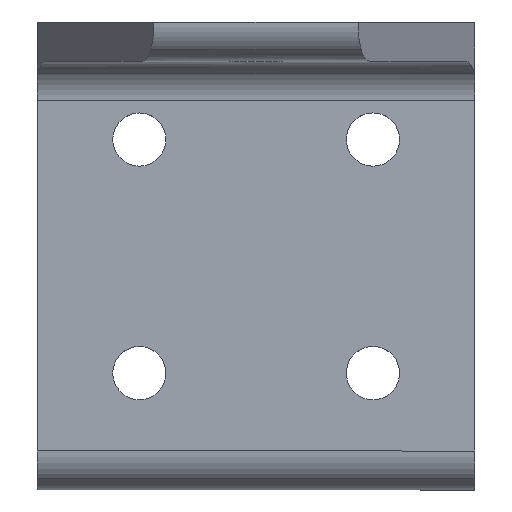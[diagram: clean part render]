
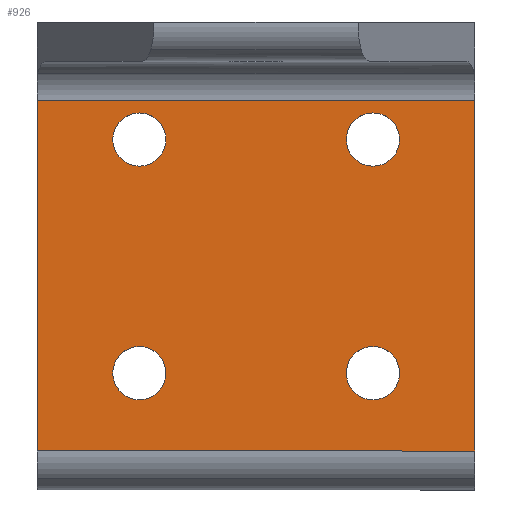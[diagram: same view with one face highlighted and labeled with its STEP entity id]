
A CAD part, top view. The second image highlights one B-rep face of the part: STEP entity #926.
In plain terms, the highlighted planar face has unit normal (0, 0, 1).
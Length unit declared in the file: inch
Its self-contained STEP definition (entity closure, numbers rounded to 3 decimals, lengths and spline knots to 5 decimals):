
#145=CARTESIAN_POINT('',(1.405,-2.75,0.25));
#146=VERTEX_POINT('',#145);
#154=CARTESIAN_POINT('',(-1.405,-2.75,0.25));
#155=VERTEX_POINT('',#154);
#156=CARTESIAN_POINT('',(1.405,-2.75,0.25));
#157=DIRECTION('',(-1.0,0.0,0.0));
#158=VECTOR('',#157,2.81);
#159=LINE('',#156,#158);
#160=EDGE_CURVE('',#146,#155,#159,.T.);
#345=CARTESIAN_POINT('',(-0.578,-0.75,0.25));
#346=VERTEX_POINT('',#345);
#355=CARTESIAN_POINT('',(-0.92,-0.75,0.25));
#356=VERTEX_POINT('',#355);
#357=CARTESIAN_POINT('',(-0.749,-0.75,0.25));
#358=DIRECTION('',(0.0,0.0,-1.0));
#359=DIRECTION('',(1.0,0.0,0.0));
#360=AXIS2_PLACEMENT_3D('',#357,#358,#359);
#361=CIRCLE('',#360,0.171);
#362=EDGE_CURVE('',#356,#346,#361,.T.);
#387=CARTESIAN_POINT('',(0.922,-0.75,0.25));
#388=VERTEX_POINT('',#387);
#397=CARTESIAN_POINT('',(0.58,-0.75,0.25));
#398=VERTEX_POINT('',#397);
#399=CARTESIAN_POINT('',(0.751,-0.75,0.25));
#400=DIRECTION('',(0.0,0.0,-1.0));
#401=DIRECTION('',(1.0,0.0,0.0));
#402=AXIS2_PLACEMENT_3D('',#399,#400,#401);
#403=CIRCLE('',#402,0.171);
#404=EDGE_CURVE('',#398,#388,#403,.T.);
#429=CARTESIAN_POINT('',(-0.578,-2.25,0.25));
#430=VERTEX_POINT('',#429);
#439=CARTESIAN_POINT('',(-0.92,-2.25,0.25));
#440=VERTEX_POINT('',#439);
#441=CARTESIAN_POINT('',(-0.749,-2.25,0.25));
#442=DIRECTION('',(0.0,0.0,-1.0));
#443=DIRECTION('',(1.0,0.0,0.0));
#444=AXIS2_PLACEMENT_3D('',#441,#442,#443);
#445=CIRCLE('',#444,0.171);
#446=EDGE_CURVE('',#440,#430,#445,.T.);
#471=CARTESIAN_POINT('',(0.922,-2.25,0.25));
#472=VERTEX_POINT('',#471);
#481=CARTESIAN_POINT('',(0.58,-2.25,0.25));
#482=VERTEX_POINT('',#481);
#483=CARTESIAN_POINT('',(0.751,-2.25,0.25));
#484=DIRECTION('',(0.0,0.0,-1.0));
#485=DIRECTION('',(1.0,0.0,0.0));
#486=AXIS2_PLACEMENT_3D('',#483,#484,#485);
#487=CIRCLE('',#486,0.171);
#488=EDGE_CURVE('',#482,#472,#487,.T.);
#522=CARTESIAN_POINT('',(0.751,-2.25,0.25));
#523=DIRECTION('',(0.0,0.0,-1.0));
#524=DIRECTION('',(1.0,0.0,0.0));
#525=AXIS2_PLACEMENT_3D('',#522,#523,#524);
#526=CIRCLE('',#525,0.171);
#527=EDGE_CURVE('',#472,#482,#526,.T.);
#546=CARTESIAN_POINT('',(-0.749,-2.25,0.25));
#547=DIRECTION('',(0.0,0.0,-1.0));
#548=DIRECTION('',(1.0,0.0,0.0));
#549=AXIS2_PLACEMENT_3D('',#546,#547,#548);
#550=CIRCLE('',#549,0.171);
#551=EDGE_CURVE('',#430,#440,#550,.T.);
#570=CARTESIAN_POINT('',(0.751,-0.75,0.25));
#571=DIRECTION('',(0.0,0.0,-1.0));
#572=DIRECTION('',(1.0,0.0,0.0));
#573=AXIS2_PLACEMENT_3D('',#570,#571,#572);
#574=CIRCLE('',#573,0.171);
#575=EDGE_CURVE('',#388,#398,#574,.T.);
#594=CARTESIAN_POINT('',(-0.749,-0.75,0.25));
#595=DIRECTION('',(0.0,0.0,-1.0));
#596=DIRECTION('',(1.0,0.0,0.0));
#597=AXIS2_PLACEMENT_3D('',#594,#595,#596);
#598=CIRCLE('',#597,0.171);
#599=EDGE_CURVE('',#346,#356,#598,.T.);
#803=CARTESIAN_POINT('',(-1.405,-0.5,0.25));
#804=VERTEX_POINT('',#803);
#805=CARTESIAN_POINT('',(-1.405,-0.5,0.25));
#806=DIRECTION('',(0.0,-1.0,0.0));
#807=VECTOR('',#806,2.25);
#808=LINE('',#805,#807);
#809=EDGE_CURVE('',#804,#155,#808,.T.);
#875=CARTESIAN_POINT('',(1.405,-0.5,0.25));
#876=VERTEX_POINT('',#875);
#877=CARTESIAN_POINT('',(1.405,-0.5,0.25));
#878=DIRECTION('',(-1.0,0.0,0.0));
#879=VECTOR('',#878,2.81);
#880=LINE('',#877,#879);
#881=EDGE_CURVE('',#876,#804,#880,.T.);
#894=CARTESIAN_POINT('',(1.405,-0.5,0.25));
#895=DIRECTION('',(0.0,0.0,1.0));
#896=DIRECTION('',(1.0,0.0,0.0));
#897=AXIS2_PLACEMENT_3D('',#894,#895,#896);
#898=PLANE('',#897);
#899=ORIENTED_EDGE('',*,*,#809,.T.);
#900=ORIENTED_EDGE('',*,*,#160,.F.);
#901=CARTESIAN_POINT('',(1.405,-0.5,0.25));
#902=DIRECTION('',(0.0,-1.0,0.0));
#903=VECTOR('',#902,2.25);
#904=LINE('',#901,#903);
#905=EDGE_CURVE('',#876,#146,#904,.T.);
#906=ORIENTED_EDGE('',*,*,#905,.F.);
#907=ORIENTED_EDGE('',*,*,#881,.T.);
#908=EDGE_LOOP('',(#899,#900,#906,#907));
#909=FACE_OUTER_BOUND('',#908,.T.);
#910=ORIENTED_EDGE('',*,*,#527,.T.);
#911=ORIENTED_EDGE('',*,*,#488,.T.);
#912=EDGE_LOOP('',(#910,#911));
#913=FACE_BOUND('',#912,.T.);
#914=ORIENTED_EDGE('',*,*,#551,.T.);
#915=ORIENTED_EDGE('',*,*,#446,.T.);
#916=EDGE_LOOP('',(#914,#915));
#917=FACE_BOUND('',#916,.T.);
#918=ORIENTED_EDGE('',*,*,#575,.T.);
#919=ORIENTED_EDGE('',*,*,#404,.T.);
#920=EDGE_LOOP('',(#918,#919));
#921=FACE_BOUND('',#920,.T.);
#922=ORIENTED_EDGE('',*,*,#599,.T.);
#923=ORIENTED_EDGE('',*,*,#362,.T.);
#924=EDGE_LOOP('',(#922,#923));
#925=FACE_BOUND('',#924,.T.);
#926=ADVANCED_FACE('',(#909,#913,#917,#921,#925),#898,.T.);
